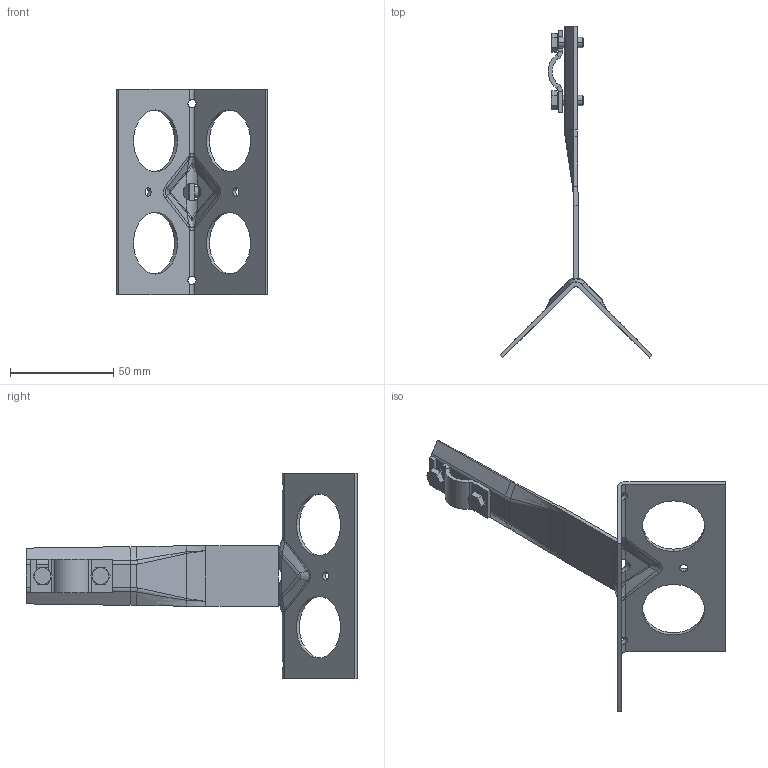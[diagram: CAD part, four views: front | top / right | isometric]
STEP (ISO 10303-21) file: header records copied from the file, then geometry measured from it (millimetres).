
FILE_DESCRIPTION (( 'STEP AP203' ), '1' );
FILE_NAME ('2108 Êîíüêîâûé äåðæàòåëü, âûñîòà Í - 10(ñì), äèàìåòð ïðîâîëîêè -6-10 (ìì).STEP', '2024-03-05T07:08:45', ( '' ), ( '' ), 'SwSTEP 2.0', 'SolidWorks 2022', '' );
FILE_SCHEMA (( 'CONFIG_CONTROL_DESIGN' ));
Length unit declared in the file: millimetre
Products named in the file (6): 2108 Коньковый держатель, высота Н - 10(см), диаметр проволоки -6-10 (мм); hex screw gradeab_iso_ISO 4017 - M5 x 12-N; 2108.100 Коньковый держатель_00; 0711.001 Прижим; 2105.101 Уголок_00; 2102.101 Прямой держатель
Assembly tree (6 placements, depth 3):
  2108 Коньковый держатель, высота Н - 10(см), диаметр проволоки -6-10 (мм)
    2108.100 Коньковый держатель_00
      2105.101 Уголок_00
      2102.101 Прямой держатель
    0711.001 Прижим
    hex screw gradeab_iso_ISO 4017 - M5 x 12-N  x2
Bounding box: 73.54 x 160.54 x 99.5 mm (x, y, z)
Volume: 23545.7 mm3; surface area: 26168.8 mm2
Topology: 5 solids, 5 shells, 270 faces, 687 edges, 421 vertices
Faces by surface type: bspline 124, plane 73, cylinder 53, cone 16, torus 4
Entity records: 20407 total; most frequent: CARTESIAN_POINT 15011, ORIENTED_EDGE 1242, EDGE_CURVE 621, DIRECTION 594, VERTEX_POINT 387, B_SPLINE_CURVE_WITH_KNOTS 355, EDGE_LOOP 260, ADVANCED_FACE 239
